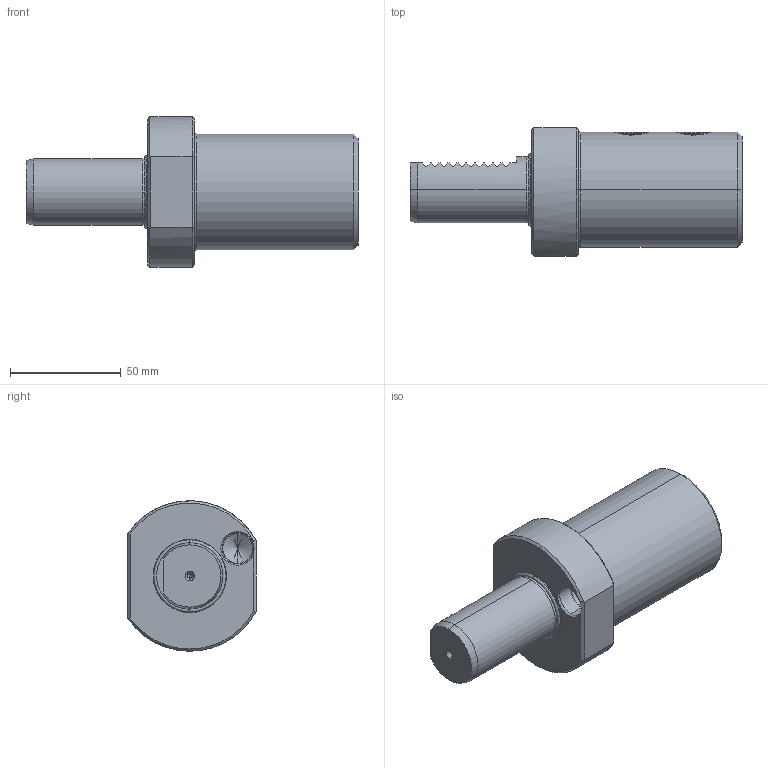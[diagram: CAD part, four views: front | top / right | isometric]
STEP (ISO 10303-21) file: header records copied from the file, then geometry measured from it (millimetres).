
FILE_DESCRIPTION (( 'STEP AP203' ), '1' );
FILE_NAME ('309.51.40.STEP', '2016-11-26T06:28:08', ( '' ), ( '' ), 'SwSTEP 2.0', 'SolidWorks 2012', '' );
FILE_SCHEMA (( 'CONFIG_CONTROL_DESIGN' ));
Length unit declared in the file: millimetre
Products named in the file (6): VDI30       E1_40; 管螺文螺絲; 309.51.40; O型環; M16xP1x14; M16xP1x12
Assembly tree (5 placements, depth 2):
  309.51.40
    VDI30       E1_40
    M16xP1x12
    M16xP1x14
    O型環
    管螺文螺絲
Bounding box: 150 x 58 x 68 mm (x, y, z)
Volume: 157914.4 mm3; surface area: 44075.3 mm2
Topology: 5 solids, 5 shells, 313 faces, 844 edges, 543 vertices
Faces by surface type: cylinder 110, plane 76, cone 75, bspline 38, torus 14
Entity records: 45569 total; most frequent: CARTESIAN_POINT 38177, ORIENTED_EDGE 1676, DIRECTION 1115, EDGE_CURVE 838, VERTEX_POINT 543, AXIS2_PLACEMENT_3D 414, EDGE_LOOP 331, FACE_OUTER_BOUND 313
